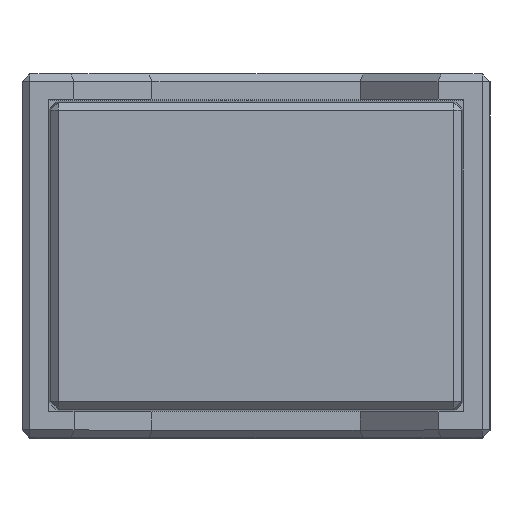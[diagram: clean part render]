
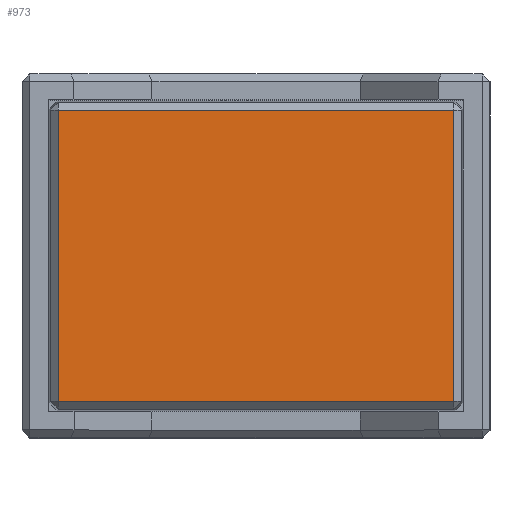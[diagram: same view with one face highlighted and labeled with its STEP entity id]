
A CAD part, top view. The second image highlights one B-rep face of the part: STEP entity #973.
In plain terms, the highlighted planar face has unit normal (0, 0, 1).
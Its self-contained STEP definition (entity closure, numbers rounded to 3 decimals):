
#194 = ORIENTED_EDGE ( 'NONE', *, *, #5061, .F. ) ;
#225 = ORIENTED_EDGE ( 'NONE', *, *, #5026, .F. ) ;
#807 = LINE ( 'NONE', #2819, #816 ) ;
#816 = VECTOR ( 'NONE', #4830, 1000. ) ;
#845 = CARTESIAN_POINT ( 'NONE',  ( -7.597, 0., 4.7 ) ) ;
#885 = CARTESIAN_POINT ( 'NONE',  ( 7.597, -5.597, 4.7 ) ) ;
#973 = ADVANCED_FACE ( 'NONE', ( #3404 ), #5393, .F. ) ;
#1072 = LINE ( 'NONE', #3079, #5435 ) ;
#1134 = CARTESIAN_POINT ( 'NONE',  ( 7.597, -5.597, 4.7 ) ) ;
#1238 = ORIENTED_EDGE ( 'NONE', *, *, #2892, .T. ) ;
#1719 = EDGE_LOOP ( 'NONE', ( #5704, #194, #1238, #225 ) ) ;
#2279 = LINE ( 'NONE', #4287, #2511 ) ;
#2442 = CARTESIAN_POINT ( 'NONE',  ( -7.597, -5.597, 4.7 ) ) ;
#2511 = VECTOR ( 'NONE', #6289, 1000. ) ;
#2819 = CARTESIAN_POINT ( 'NONE',  ( 7.597, 0., 4.7 ) ) ;
#2854 = DIRECTION ( 'NONE',  ( 0., 1., 0. ) ) ;
#2892 = EDGE_CURVE ( 'NONE', #5167, #4336, #2279, .T. ) ;
#2893 = DIRECTION ( 'NONE',  ( 0., 0., -1. ) ) ;
#3079 = CARTESIAN_POINT ( 'NONE',  ( 0., 5.597, 4.7 ) ) ;
#3350 = VECTOR ( 'NONE', #2854, 1000. ) ;
#3404 = FACE_OUTER_BOUND ( 'NONE', #1719, .T. ) ;
#3537 = EDGE_CURVE ( 'NONE', #3710, #4130, #1072, .T. ) ;
#3710 = VERTEX_POINT ( 'NONE', #5791 ) ;
#4130 = VERTEX_POINT ( 'NONE', #4429 ) ;
#4287 = CARTESIAN_POINT ( 'NONE',  ( 0., -5.597, 4.7 ) ) ;
#4336 = VERTEX_POINT ( 'NONE', #1134 ) ;
#4429 = CARTESIAN_POINT ( 'NONE',  ( -7.597, 5.597, 4.7 ) ) ;
#4830 = DIRECTION ( 'NONE',  ( 0., -1., 0. ) ) ;
#4897 = DIRECTION ( 'NONE',  ( -1., 0., 0. ) ) ;
#5026 = EDGE_CURVE ( 'NONE', #3710, #4336, #807, .T. ) ;
#5061 = EDGE_CURVE ( 'NONE', #5167, #4130, #5353, .T. ) ;
#5085 = DIRECTION ( 'NONE',  ( -1., 0., 0. ) ) ;
#5167 = VERTEX_POINT ( 'NONE', #2442 ) ;
#5353 = LINE ( 'NONE', #845, #3350 ) ;
#5393 = PLANE ( 'NONE',  #5762 ) ;
#5435 = VECTOR ( 'NONE', #5085, 1000. ) ;
#5704 = ORIENTED_EDGE ( 'NONE', *, *, #3537, .T. ) ;
#5762 = AXIS2_PLACEMENT_3D ( 'NONE', #885, #2893, #4897 ) ;
#5791 = CARTESIAN_POINT ( 'NONE',  ( 7.597, 5.597, 4.7 ) ) ;
#6289 = DIRECTION ( 'NONE',  ( 1., 0., 0. ) ) ;
